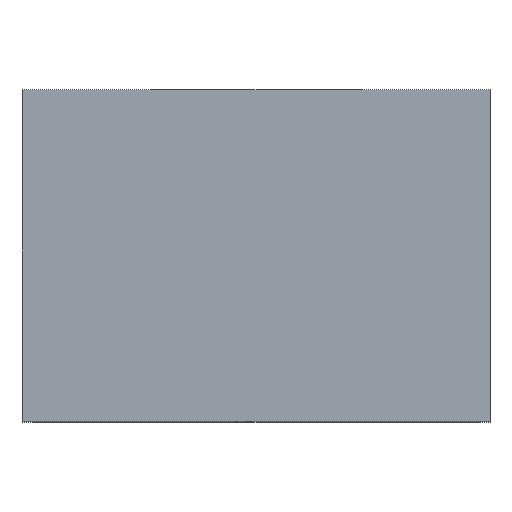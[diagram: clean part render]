
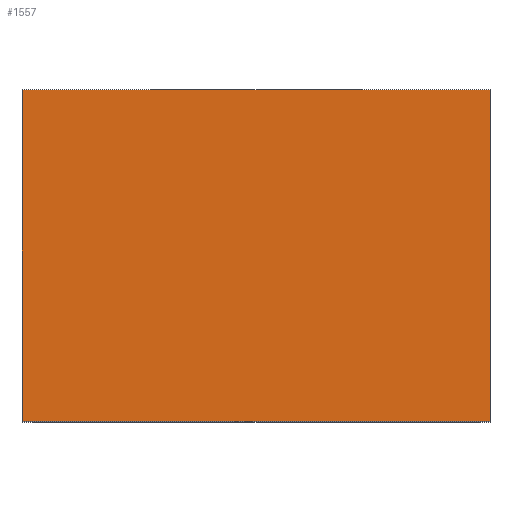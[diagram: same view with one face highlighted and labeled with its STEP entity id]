
A CAD part, top view. The second image highlights one B-rep face of the part: STEP entity #1557.
In plain terms, the highlighted planar face has unit normal (0, 0, 1).
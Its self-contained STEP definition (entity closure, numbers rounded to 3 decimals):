
#321=DIRECTION('',(-1.,0.,0.));
#322=VECTOR('',#321,43.);
#323=CARTESIAN_POINT('',(21.5,-28.,24.5));
#324=LINE('',#323,#322);
#413=DIRECTION('',(0.,-1.,0.));
#414=VECTOR('',#413,30.5);
#415=CARTESIAN_POINT('',(-21.5,2.5,24.5));
#416=LINE('',#415,#414);
#453=DIRECTION('',(0.,-1.,0.));
#454=VECTOR('',#453,30.5);
#455=CARTESIAN_POINT('',(21.5,2.5,24.5));
#456=LINE('',#455,#454);
#457=DIRECTION('',(1.,0.,0.));
#458=VECTOR('',#457,43.);
#459=CARTESIAN_POINT('',(-21.5,2.5,24.5));
#460=LINE('',#459,#458);
#841=CARTESIAN_POINT('',(-21.5,2.5,24.5));
#842=CARTESIAN_POINT('',(21.5,2.5,24.5));
#843=VERTEX_POINT('',#841);
#844=VERTEX_POINT('',#842);
#846=CARTESIAN_POINT('',(21.5,-28.,24.5));
#848=VERTEX_POINT('',#846);
#849=CARTESIAN_POINT('',(-21.5,-28.,24.5));
#850=VERTEX_POINT('',#849);
#1545=CARTESIAN_POINT('',(0.,0.,24.5));
#1546=DIRECTION('',(0.,0.,1.));
#1547=DIRECTION('',(-1.,0.,0.));
#1548=AXIS2_PLACEMENT_3D('',#1545,#1546,#1547);
#1549=PLANE('',#1548);
#1550=ORIENTED_EDGE('',*,*,#1479,.T.);
#1551=ORIENTED_EDGE('',*,*,#1387,.T.);
#1552=ORIENTED_EDGE('',*,*,#1514,.F.);
#1554=ORIENTED_EDGE('',*,*,#1553,.T.);
#1555=EDGE_LOOP('',(#1550,#1551,#1552,#1554));
#1556=FACE_OUTER_BOUND('',#1555,.F.);
#1557=ADVANCED_FACE('',(#1556),#1549,.T.);
#1387=EDGE_CURVE('',#848,#850,#324,.T.);
#1479=EDGE_CURVE('',#844,#848,#456,.T.);
#1514=EDGE_CURVE('',#843,#850,#416,.T.);
#1553=EDGE_CURVE('',#843,#844,#460,.T.);
